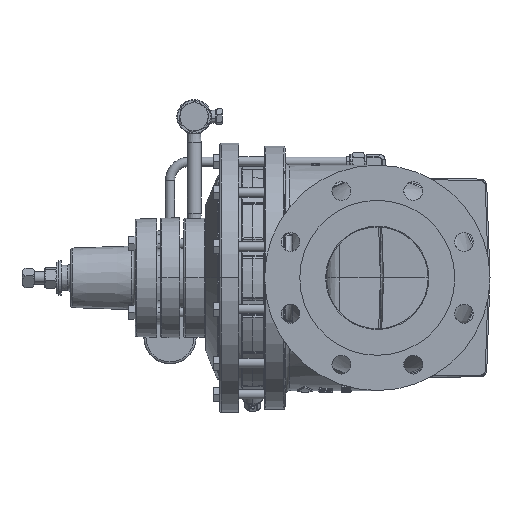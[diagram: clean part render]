
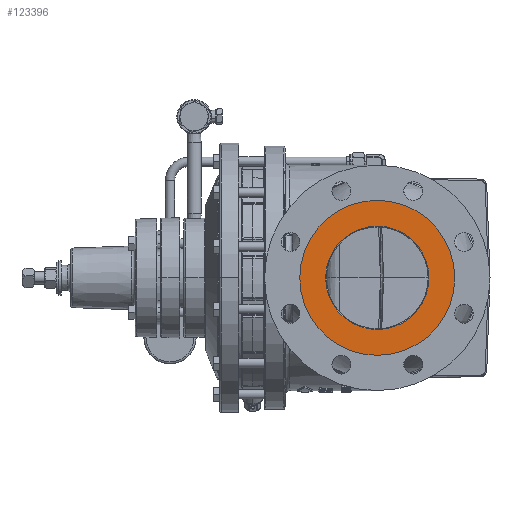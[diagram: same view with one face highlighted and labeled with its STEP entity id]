
A CAD part, left-side view. The second image highlights one B-rep face of the part: STEP entity #123396.
In plain terms, the highlighted planar face has unit normal (-1, 0, 0).
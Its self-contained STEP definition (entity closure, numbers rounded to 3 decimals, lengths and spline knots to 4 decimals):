
#1344 = DIRECTION ( 'NONE',  ( 1., 0., 0. ) ) ;
#5866 = VERTEX_POINT ( 'NONE', #32087 ) ;
#6211 = DIRECTION ( 'NONE',  ( 0., 0., 1. ) ) ;
#7044 = EDGE_CURVE ( 'NONE', #5866, #37666, #11810, .T. ) ;
#11464 = AXIS2_PLACEMENT_3D ( 'NONE', #133033, #52915, #172865 ) ;
#11810 = CIRCLE ( 'NONE', #142945, 3.0935 ) ;
#12104 = CARTESIAN_POINT ( 'NONE',  ( -7.5313, 0., 0. ) ) ;
#14723 = CARTESIAN_POINT ( 'NONE',  ( -7.5313, 0., 0. ) ) ;
#16110 = CIRCLE ( 'NONE', #11464, 2.062 ) ;
#20393 = CARTESIAN_POINT ( 'NONE',  ( -7.5313, 0., -3.0935 ) ) ;
#22117 = DIRECTION ( 'NONE',  ( 0., 0., 1. ) ) ;
#23213 = CIRCLE ( 'NONE', #36777, 2.062 ) ;
#27690 = EDGE_LOOP ( 'NONE', ( #120286, #152941 ) ) ;
#32087 = CARTESIAN_POINT ( 'NONE',  ( -7.5313, 0., 3.0935 ) ) ;
#36777 = AXIS2_PLACEMENT_3D ( 'NONE', #14723, #1344, #94833 ) ;
#37666 = VERTEX_POINT ( 'NONE', #20393 ) ;
#39382 = VERTEX_POINT ( 'NONE', #51629 ) ;
#47141 = ORIENTED_EDGE ( 'NONE', *, *, #166175, .T. ) ;
#51629 = CARTESIAN_POINT ( 'NONE',  ( -7.5313, 0., -2.062 ) ) ;
#52915 = DIRECTION ( 'NONE',  ( 1., 0., 0. ) ) ;
#70912 = CIRCLE ( 'NONE', #173707, 3.0935 ) ;
#73823 = EDGE_LOOP ( 'NONE', ( #104366, #47141 ) ) ;
#74014 = DIRECTION ( 'NONE',  ( -1., 0., 0. ) ) ;
#87576 = CARTESIAN_POINT ( 'NONE',  ( -7.5313, 0., 0. ) ) ;
#94711 = VERTEX_POINT ( 'NONE', #109375 ) ;
#94833 = DIRECTION ( 'NONE',  ( 0., 0., 1. ) ) ;
#104366 = ORIENTED_EDGE ( 'NONE', *, *, #136889, .T. ) ;
#109375 = CARTESIAN_POINT ( 'NONE',  ( -7.5313, 0., 2.062 ) ) ;
#115072 = DIRECTION ( 'NONE',  ( -1., 0., 0. ) ) ;
#116182 = FACE_OUTER_BOUND ( 'NONE', #27690, .T. ) ;
#120228 = AXIS2_PLACEMENT_3D ( 'NONE', #127904, #74014, #6211 ) ;
#120286 = ORIENTED_EDGE ( 'NONE', *, *, #7044, .T. ) ;
#123396 = ADVANCED_FACE ( 'NONE', ( #139220, #116182 ), #154270, .T. ) ;
#127904 = CARTESIAN_POINT ( 'NONE',  ( -7.5313, 3.0935, 0. ) ) ;
#133033 = CARTESIAN_POINT ( 'NONE',  ( -7.5313, 0., 0. ) ) ;
#136889 = EDGE_CURVE ( 'NONE', #94711, #39382, #16110, .T. ) ;
#139220 = FACE_BOUND ( 'NONE', #73823, .T. ) ;
#142945 = AXIS2_PLACEMENT_3D ( 'NONE', #12104, #147357, #159654 ) ;
#147357 = DIRECTION ( 'NONE',  ( -1., 0., 0. ) ) ;
#152941 = ORIENTED_EDGE ( 'NONE', *, *, #154934, .T. ) ;
#154270 = PLANE ( 'NONE',  #120228 ) ;
#154934 = EDGE_CURVE ( 'NONE', #37666, #5866, #70912, .T. ) ;
#159654 = DIRECTION ( 'NONE',  ( 0., 0., 1. ) ) ;
#166175 = EDGE_CURVE ( 'NONE', #39382, #94711, #23213, .T. ) ;
#172865 = DIRECTION ( 'NONE',  ( 0., 0., 1. ) ) ;
#173707 = AXIS2_PLACEMENT_3D ( 'NONE', #87576, #115072, #22117 ) ;
